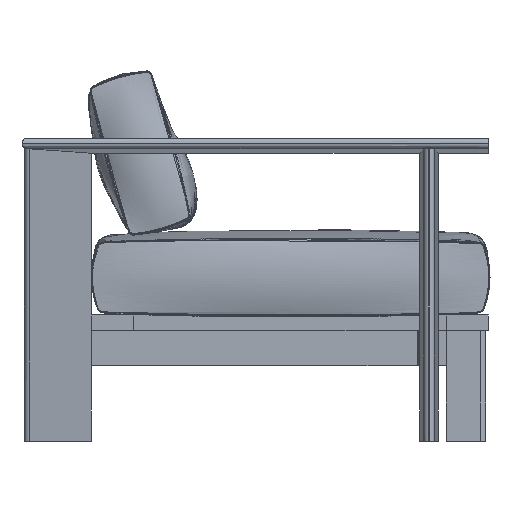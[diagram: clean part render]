
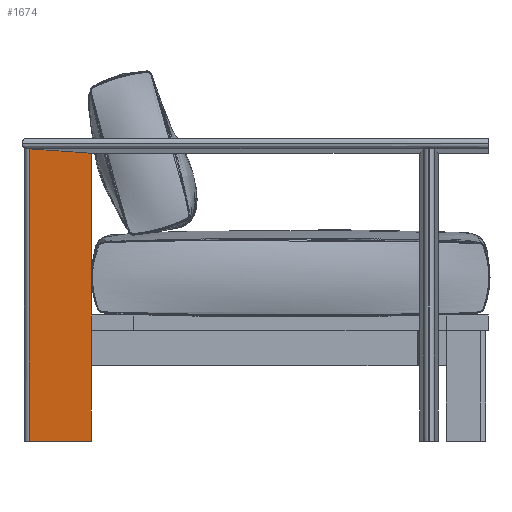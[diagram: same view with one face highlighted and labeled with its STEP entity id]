
A CAD part, left-side view. The second image highlights one B-rep face of the part: STEP entity #1674.
In plain terms, the highlighted planar face has unit normal (-0.991, 0.133, 0).
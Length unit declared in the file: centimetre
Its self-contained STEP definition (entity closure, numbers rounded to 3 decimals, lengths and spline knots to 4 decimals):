
#241=PLANE('',#4730);
#704=B_SPLINE_CURVE_WITH_KNOTS('',1,(#58768,#58769),.UNSPECIFIED.,.F.,.F.,
(2,2),(0.,542.5208),.UNSPECIFIED.);
#709=B_SPLINE_CURVE_WITH_KNOTS('',1,(#58778,#58779),.UNSPECIFIED.,.F.,.F.,
(2,2),(0.,589.2556),.UNSPECIFIED.);
#720=B_SPLINE_CURVE_WITH_KNOTS('',1,(#58872,#58873),.UNSPECIFIED.,.F.,.F.,
(2,2),(-106.6267,-20.301),.UNSPECIFIED.);
#721=B_SPLINE_CURVE_WITH_KNOTS('',3,(#58874,#58875,#58876,#58877),
 .UNSPECIFIED.,.F.,.F.,(4,4),(6.0938,133.3406),
 .UNSPECIFIED.);
#1674=ADVANCED_FACE('',(#1956),#241,.T.);
#1956=FACE_OUTER_BOUND('',#2238,.T.);
#2238=EDGE_LOOP('',(#3212,#3213,#3214,#3215));
#3212=ORIENTED_EDGE('',*,*,#3906,.T.);
#3213=ORIENTED_EDGE('',*,*,#3887,.T.);
#3214=ORIENTED_EDGE('',*,*,#3907,.F.);
#3215=ORIENTED_EDGE('',*,*,#3892,.F.);
#3887=EDGE_CURVE('',#4374,#4382,#704,.T.);
#3892=EDGE_CURVE('',#4376,#4383,#709,.T.);
#3906=EDGE_CURVE('',#4376,#4374,#720,.T.);
#3907=EDGE_CURVE('',#4383,#4382,#721,.T.);
#4374=VERTEX_POINT('',#58754);
#4376=VERTEX_POINT('',#58756);
#4382=VERTEX_POINT('',#58762);
#4383=VERTEX_POINT('',#58763);
#4730=AXIS2_PLACEMENT_3D('',#58753,#4999,$);
#4999=DIRECTION('',(-0.991,0.132,0.));
#58753=CARTESIAN_POINT('',(24.6095,66.9798,-3.5199));
#58754=CARTESIAN_POINT('',(25.005,69.9384,0.));
#58756=CARTESIAN_POINT('',(26.6868,82.5193,0.));
#58762=CARTESIAN_POINT('',(25.005,69.9384,58.025));
#58763=CARTESIAN_POINT('',(26.6868,82.5193,58.9256));
#58768=CARTESIAN_POINT('',(25.005,69.9384,0.));
#58769=CARTESIAN_POINT('',(25.005,69.9384,58.025));
#58778=CARTESIAN_POINT('',(26.6868,82.5193,0.));
#58779=CARTESIAN_POINT('',(26.6868,82.5193,58.9256));
#58872=CARTESIAN_POINT('',(26.6868,82.5193,0.));
#58873=CARTESIAN_POINT('',(25.005,69.9384,0.));
#58874=CARTESIAN_POINT('',(26.6868,82.5193,58.9256));
#58875=CARTESIAN_POINT('',(26.1262,78.3257,58.6254));
#58876=CARTESIAN_POINT('',(25.5656,74.1321,58.3252));
#58877=CARTESIAN_POINT('',(25.005,69.9384,58.025));
